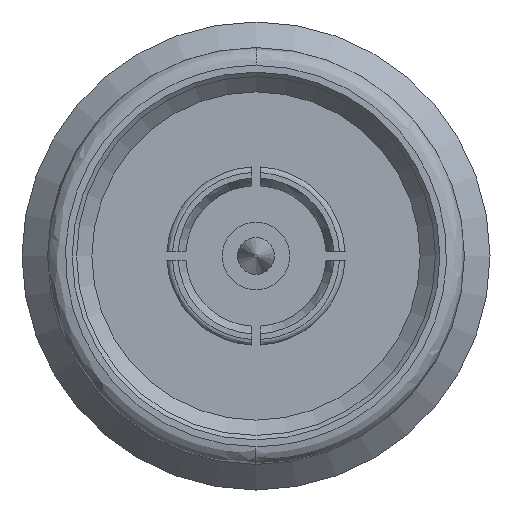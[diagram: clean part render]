
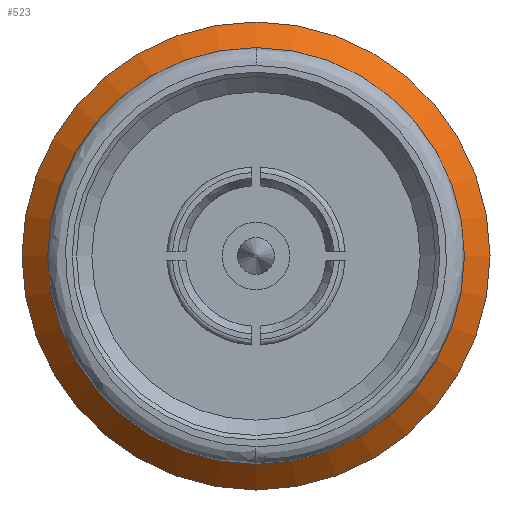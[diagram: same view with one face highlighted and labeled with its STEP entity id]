
A CAD part, left-side view. The second image highlights one B-rep face of the part: STEP entity #523.
In plain terms, the highlighted conical face has half-angle 45 degrees and reference radius 9.35 mm.
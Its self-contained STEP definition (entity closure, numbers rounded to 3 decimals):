
#203 = EDGE_LOOP ( 'NONE', ( #1667 ) ) ;
#205 = EDGE_LOOP ( 'NONE', ( #1677 ) ) ;
#224 = FACE_BOUND ( 'NONE', #205, .T. ) ;
#232 = FACE_OUTER_BOUND ( 'NONE', #203, .T. ) ;
#523 = ADVANCED_FACE ( 'NONE', ( #232, #224 ), #708, .T. ) ;
#589 = EDGE_CURVE ( 'NONE', #1603, #1603, #670, .T. ) ;
#663 = AXIS2_PLACEMENT_3D ( 'NONE', #1343, #1342, #1341 ) ;
#670 = CIRCLE ( 'NONE', #663, 9.35 ) ;
#708 = CONICAL_SURFACE ( 'NONE', #711, 9.35, 0.785 ) ;
#711 = AXIS2_PLACEMENT_3D ( 'NONE', #2211, #2212, #2213 ) ;
#847 = EDGE_CURVE ( 'NONE', #1625, #1625, #1009, .T. ) ;
#1009 = CIRCLE ( 'NONE', #1011, 10.5 ) ;
#1011 = AXIS2_PLACEMENT_3D ( 'NONE', #2639, #2640, #2641 ) ;
#1341 = DIRECTION ( 'NONE',  ( 0., 0., -1. ) ) ;
#1342 = DIRECTION ( 'NONE',  ( 1., 0., 0. ) ) ;
#1343 = CARTESIAN_POINT ( 'NONE',  ( -9.2, 0., 0. ) ) ;
#1443 = CARTESIAN_POINT ( 'NONE',  ( -8.05, 0., -10.5 ) ) ;
#1603 = VERTEX_POINT ( 'NONE', #2510 ) ;
#1625 = VERTEX_POINT ( 'NONE', #1443 ) ;
#1667 = ORIENTED_EDGE ( 'NONE', *, *, #847, .F. ) ;
#1677 = ORIENTED_EDGE ( 'NONE', *, *, #589, .T. ) ;
#2211 = CARTESIAN_POINT ( 'NONE',  ( -9.2, 0., 0. ) ) ;
#2212 = DIRECTION ( 'NONE',  ( 1., 0., 0. ) ) ;
#2213 = DIRECTION ( 'NONE',  ( 0., 0., -1. ) ) ;
#2510 = CARTESIAN_POINT ( 'NONE',  ( -9.2, 0., -9.35 ) ) ;
#2639 = CARTESIAN_POINT ( 'NONE',  ( -8.05, 0., 0. ) ) ;
#2640 = DIRECTION ( 'NONE',  ( 1., 0., 0. ) ) ;
#2641 = DIRECTION ( 'NONE',  ( 0., 0., -1. ) ) ;
